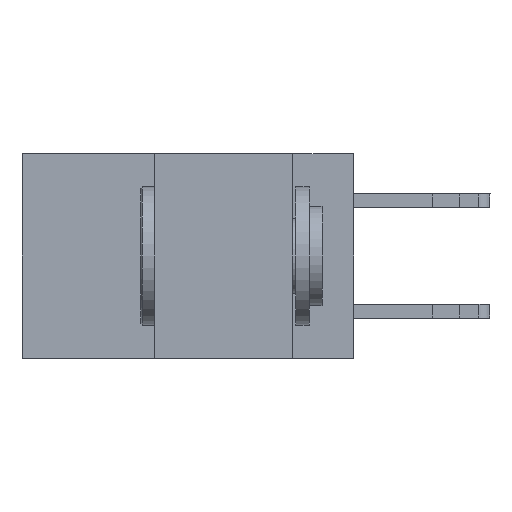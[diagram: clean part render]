
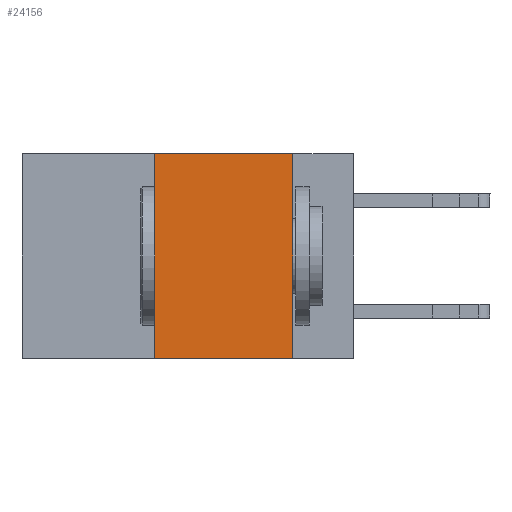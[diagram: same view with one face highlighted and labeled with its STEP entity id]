
A CAD part, left-side view. The second image highlights one B-rep face of the part: STEP entity #24156.
In plain terms, the highlighted planar face has unit normal (-1, 0, 0).
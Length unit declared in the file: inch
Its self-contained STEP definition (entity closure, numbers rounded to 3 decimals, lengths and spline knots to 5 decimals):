
#126 = EDGE_CURVE ( 'NONE', #25846, #32355, #7422, .T. ) ;
#1445 = DIRECTION ( 'NONE',  ( 1., 0., 0. ) ) ;
#3130 = CARTESIAN_POINT ( 'NONE',  ( 0., 0.6, -0.37 ) ) ;
#3737 = EDGE_LOOP ( 'NONE', ( #4362, #10390, #26250, #17146 ) ) ;
#4362 = ORIENTED_EDGE ( 'NONE', *, *, #18938, .F. ) ;
#4433 = AXIS2_PLACEMENT_3D ( 'NONE', #17366, #1445, #11656 ) ;
#7057 = CARTESIAN_POINT ( 'NONE',  ( 0., 0.36, 0. ) ) ;
#7347 = CARTESIAN_POINT ( 'NONE',  ( 0., 0.6, 0. ) ) ;
#7422 = LINE ( 'NONE', #7347, #20754 ) ;
#7852 = VECTOR ( 'NONE', #14031, 39.37008 ) ;
#10256 = VERTEX_POINT ( 'NONE', #18394 ) ;
#10390 = ORIENTED_EDGE ( 'NONE', *, *, #126, .F. ) ;
#11300 = LINE ( 'NONE', #7057, #17134 ) ;
#11656 = DIRECTION ( 'NONE',  ( 0., 0., -1. ) ) ;
#12944 = DIRECTION ( 'NONE',  ( 0., 0., -1. ) ) ;
#14031 = DIRECTION ( 'NONE',  ( 0., -1., 0. ) ) ;
#17134 = VECTOR ( 'NONE', #31214, 39.37008 ) ;
#17146 = ORIENTED_EDGE ( 'NONE', *, *, #23233, .T. ) ;
#17330 = LINE ( 'NONE', #18186, #32272 ) ;
#17366 = CARTESIAN_POINT ( 'NONE',  ( 0., 0.6, 0. ) ) ;
#17821 = LINE ( 'NONE', #3130, #7852 ) ;
#18186 = CARTESIAN_POINT ( 'NONE',  ( 0., 0.11, 0. ) ) ;
#18394 = CARTESIAN_POINT ( 'NONE',  ( 0., 0.36, -0.37 ) ) ;
#18938 = EDGE_CURVE ( 'NONE', #32355, #27929, #17330, .T. ) ;
#20754 = VECTOR ( 'NONE', #34142, 39.37008 ) ;
#21666 = CARTESIAN_POINT ( 'NONE',  ( 0., 0.36, 0. ) ) ;
#23233 = EDGE_CURVE ( 'NONE', #10256, #27929, #17821, .T. ) ;
#24156 = ADVANCED_FACE ( 'NONE', ( #33998 ), #27586, .F. ) ;
#25846 = VERTEX_POINT ( 'NONE', #21666 ) ;
#26250 = ORIENTED_EDGE ( 'NONE', *, *, #26885, .F. ) ;
#26538 = CARTESIAN_POINT ( 'NONE',  ( 0., 0.11, 0. ) ) ;
#26885 = EDGE_CURVE ( 'NONE', #10256, #25846, #11300, .T. ) ;
#27586 = PLANE ( 'NONE',  #4433 ) ;
#27929 = VERTEX_POINT ( 'NONE', #28542 ) ;
#28542 = CARTESIAN_POINT ( 'NONE',  ( 0., 0.11, -0.37 ) ) ;
#31214 = DIRECTION ( 'NONE',  ( 0., 0., 1. ) ) ;
#32272 = VECTOR ( 'NONE', #12944, 39.37008 ) ;
#32355 = VERTEX_POINT ( 'NONE', #26538 ) ;
#33998 = FACE_OUTER_BOUND ( 'NONE', #3737, .T. ) ;
#34142 = DIRECTION ( 'NONE',  ( 0., -1., 0. ) ) ;
